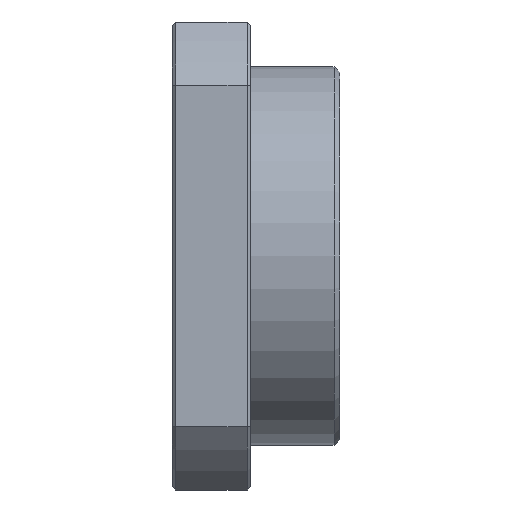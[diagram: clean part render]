
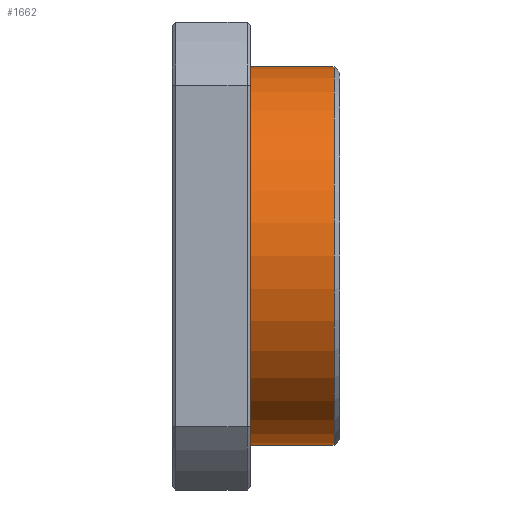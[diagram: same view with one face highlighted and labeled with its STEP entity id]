
A CAD part, front view. The second image highlights one B-rep face of the part: STEP entity #1662.
In plain terms, the highlighted cylindrical face has radius 17 mm (diameter 34 mm), a partial arc.
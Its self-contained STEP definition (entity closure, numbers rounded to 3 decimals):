
#95 = EDGE_LOOP ( 'NONE', ( #2026, #2027, #2028, #2029 ) ) ;
#381 = VERTEX_POINT ( 'NONE', #714 ) ;
#414 = VERTEX_POINT ( 'NONE', #747 ) ;
#451 = VERTEX_POINT ( 'NONE', #784 ) ;
#456 = VERTEX_POINT ( 'NONE', #789 ) ;
#714 = CARTESIAN_POINT ( 'NONE',  ( 36.547, 24.682, -3.368 ) ) ;
#747 = CARTESIAN_POINT ( 'NONE',  ( 44.047, 24.682, -37.368 ) ) ;
#784 = CARTESIAN_POINT ( 'NONE',  ( 44.047, 24.682, -3.368 ) ) ;
#789 = CARTESIAN_POINT ( 'NONE',  ( 36.547, 24.682, -37.368 ) ) ;
#983 = DIRECTION ( 'NONE',  ( -1., 0., 0. ) ) ;
#986 = DIRECTION ( 'NONE',  ( 0., 0., 1. ) ) ;
#991 = CARTESIAN_POINT ( 'NONE',  ( -52.1, 24.682, -20.368 ) ) ;
#1244 = CARTESIAN_POINT ( 'NONE',  ( -52.1, 24.682, -37.368 ) ) ;
#1248 = DIRECTION ( 'NONE',  ( -1., 0., 0. ) ) ;
#1298 = CARTESIAN_POINT ( 'NONE',  ( -52.1, 24.682, -3.368 ) ) ;
#1299 = DIRECTION ( 'NONE',  ( -1., 0., 0. ) ) ;
#1367 = CARTESIAN_POINT ( 'NONE',  ( 36.547, 24.682, -20.368 ) ) ;
#1374 = DIRECTION ( 'NONE',  ( -1., 0., 0. ) ) ;
#1375 = DIRECTION ( 'NONE',  ( 0., 0., 1. ) ) ;
#1404 = CARTESIAN_POINT ( 'NONE',  ( 44.047, 24.682, -20.368 ) ) ;
#1411 = DIRECTION ( 'NONE',  ( -1., 0., 0. ) ) ;
#1412 = DIRECTION ( 'NONE',  ( 0., 0., 1. ) ) ;
#1662 = ADVANCED_FACE ( 'NONE', ( #3266 ), #3261, .T. ) ;
#1749 = EDGE_CURVE ( 'NONE', #414, #456, #3408, .T. ) ;
#1772 = EDGE_CURVE ( 'NONE', #451, #381, #3452, .T. ) ;
#1801 = EDGE_CURVE ( 'NONE', #456, #381, #3495, .T. ) ;
#1815 = EDGE_CURVE ( 'NONE', #414, #451, #3512, .T. ) ;
#2026 = ORIENTED_EDGE ( 'NONE', *, *, #1749, .F. ) ;
#2027 = ORIENTED_EDGE ( 'NONE', *, *, #1815, .T. ) ;
#2028 = ORIENTED_EDGE ( 'NONE', *, *, #1772, .T. ) ;
#2029 = ORIENTED_EDGE ( 'NONE', *, *, #1801, .F. ) ;
#2825 = AXIS2_PLACEMENT_3D ( 'NONE', #991, #983, #986 ) ;
#2911 = AXIS2_PLACEMENT_3D ( 'NONE', #1367, #1374, #1375 ) ;
#2920 = AXIS2_PLACEMENT_3D ( 'NONE', #1404, #1411, #1412 ) ;
#3261 = CYLINDRICAL_SURFACE ( 'NONE', #2825, 17. ) ;
#3266 = FACE_OUTER_BOUND ( 'NONE', #95, .T. ) ;
#3408 = LINE ( 'NONE', #1244, #3411 ) ;
#3411 = VECTOR ( 'NONE', #1248, 1000. ) ;
#3452 = LINE ( 'NONE', #1298, #3453 ) ;
#3453 = VECTOR ( 'NONE', #1299, 1000. ) ;
#3495 = CIRCLE ( 'NONE', #2911, 17. ) ;
#3512 = CIRCLE ( 'NONE', #2920, 17. ) ;
